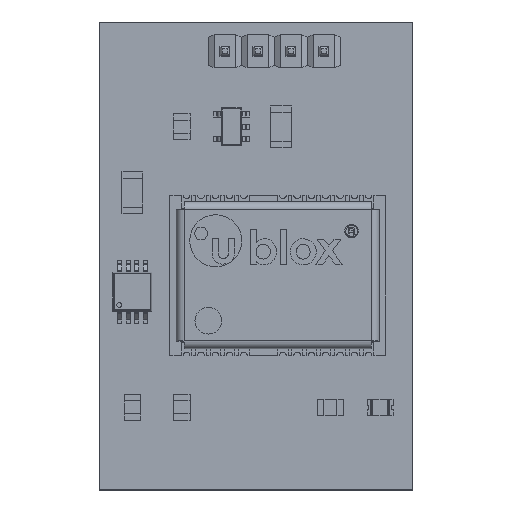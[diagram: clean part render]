
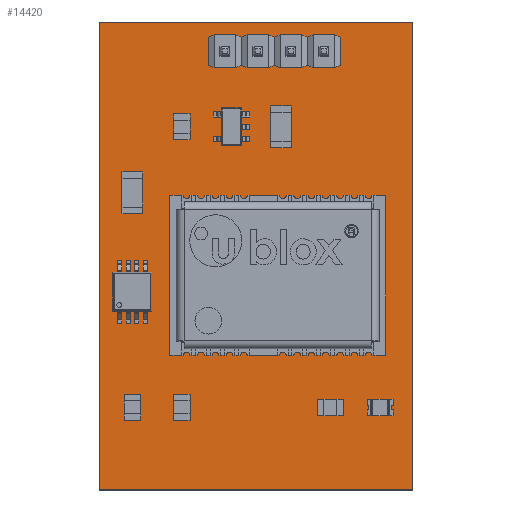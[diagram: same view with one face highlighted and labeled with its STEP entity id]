
A CAD part, top view. The second image highlights one B-rep face of the part: STEP entity #14420.
In plain terms, the highlighted planar face has unit normal (0, 0, 1).
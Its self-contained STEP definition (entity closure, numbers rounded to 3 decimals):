
#560=FACE_BOUND('',#2155,.T.);
#561=FACE_BOUND('',#2156,.T.);
#562=FACE_BOUND('',#2157,.T.);
#563=FACE_BOUND('',#2158,.T.);
#588=PLANE('',#15449);
#1299=FACE_OUTER_BOUND('',#2154,.T.);
#2154=EDGE_LOOP('',(#10212,#10213,#10214,#10215));
#2155=EDGE_LOOP('',(#10216));
#2156=EDGE_LOOP('',(#10217));
#2157=EDGE_LOOP('',(#10218));
#2158=EDGE_LOOP('',(#10219));
#3031=LINE('',#20492,#4822);
#3034=LINE('',#20498,#4825);
#3037=LINE('',#20504,#4828);
#3040=LINE('',#20508,#4831);
#4822=VECTOR('',#16546,10.);
#4825=VECTOR('',#16551,10.);
#4828=VECTOR('',#16556,10.);
#4831=VECTOR('',#16561,10.);
#6608=CIRCLE('',#15435,0.508);
#6610=CIRCLE('',#15438,0.508);
#6612=CIRCLE('',#15441,0.508);
#6614=CIRCLE('',#15444,0.508);
#6788=VERTEX_POINT('',#20464);
#6790=VERTEX_POINT('',#20470);
#6792=VERTEX_POINT('',#20476);
#6794=VERTEX_POINT('',#20482);
#6797=VERTEX_POINT('',#20489);
#6798=VERTEX_POINT('',#20491);
#6800=VERTEX_POINT('',#20497);
#6802=VERTEX_POINT('',#20503);
#8119=EDGE_CURVE('',#6788,#6788,#6608,.T.);
#8122=EDGE_CURVE('',#6790,#6790,#6610,.T.);
#8125=EDGE_CURVE('',#6792,#6792,#6612,.T.);
#8128=EDGE_CURVE('',#6794,#6794,#6614,.T.);
#8131=EDGE_CURVE('',#6798,#6797,#3031,.T.);
#8134=EDGE_CURVE('',#6800,#6798,#3034,.T.);
#8137=EDGE_CURVE('',#6802,#6800,#3037,.T.);
#8140=EDGE_CURVE('',#6797,#6802,#3040,.T.);
#10212=ORIENTED_EDGE('',*,*,#8140,.T.);
#10213=ORIENTED_EDGE('',*,*,#8137,.T.);
#10214=ORIENTED_EDGE('',*,*,#8134,.T.);
#10215=ORIENTED_EDGE('',*,*,#8131,.T.);
#10216=ORIENTED_EDGE('',*,*,#8119,.T.);
#10217=ORIENTED_EDGE('',*,*,#8122,.T.);
#10218=ORIENTED_EDGE('',*,*,#8125,.T.);
#10219=ORIENTED_EDGE('',*,*,#8128,.T.);
#14420=ADVANCED_FACE('',(#1299,#560,#561,#562,#563),#588,.T.);
#15435=AXIS2_PLACEMENT_3D('',#20466,#16519,#16520);
#15438=AXIS2_PLACEMENT_3D('',#20472,#16526,#16527);
#15441=AXIS2_PLACEMENT_3D('',#20478,#16533,#16534);
#15444=AXIS2_PLACEMENT_3D('',#20484,#16540,#16541);
#15449=AXIS2_PLACEMENT_3D('',#20509,#16562,#16563);
#16519=DIRECTION('center_axis',(0.,0.,-1.));
#16520=DIRECTION('ref_axis',(1.,0.,0.));
#16526=DIRECTION('center_axis',(0.,0.,-1.));
#16527=DIRECTION('ref_axis',(1.,0.,0.));
#16533=DIRECTION('center_axis',(0.,0.,-1.));
#16534=DIRECTION('ref_axis',(1.,0.,0.));
#16540=DIRECTION('center_axis',(0.,0.,-1.));
#16541=DIRECTION('ref_axis',(1.,0.,0.));
#16546=DIRECTION('',(-1.,0.,0.));
#16551=DIRECTION('',(0.,1.,0.));
#16556=DIRECTION('',(1.,0.,0.));
#16561=DIRECTION('',(0.,-1.,0.));
#16562=DIRECTION('center_axis',(0.,0.,1.));
#16563=DIRECTION('ref_axis',(1.,0.,0.));
#20464=CARTESIAN_POINT('',(9.102,33.8,1.57));
#20466=CARTESIAN_POINT('Origin',(9.61,33.8,1.57));
#20470=CARTESIAN_POINT('',(14.182,33.8,1.57));
#20472=CARTESIAN_POINT('Origin',(14.69,33.8,1.57));
#20476=CARTESIAN_POINT('',(11.642,33.8,1.57));
#20478=CARTESIAN_POINT('Origin',(12.15,33.8,1.57));
#20482=CARTESIAN_POINT('',(16.722,33.8,1.57));
#20484=CARTESIAN_POINT('Origin',(17.23,33.8,1.57));
#20489=CARTESIAN_POINT('',(0.,36.,1.57));
#20491=CARTESIAN_POINT('',(24.1,36.,1.57));
#20492=CARTESIAN_POINT('',(24.1,36.,1.57));
#20497=CARTESIAN_POINT('',(24.1,0.,1.57));
#20498=CARTESIAN_POINT('',(24.1,0.,1.57));
#20503=CARTESIAN_POINT('',(0.,0.,1.57));
#20504=CARTESIAN_POINT('',(0.,0.,1.57));
#20508=CARTESIAN_POINT('',(0.,36.,1.57));
#20509=CARTESIAN_POINT('Origin',(12.05,18.,1.57));
